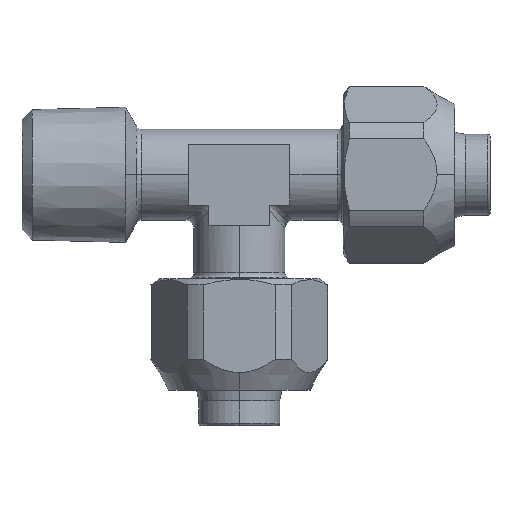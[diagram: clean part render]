
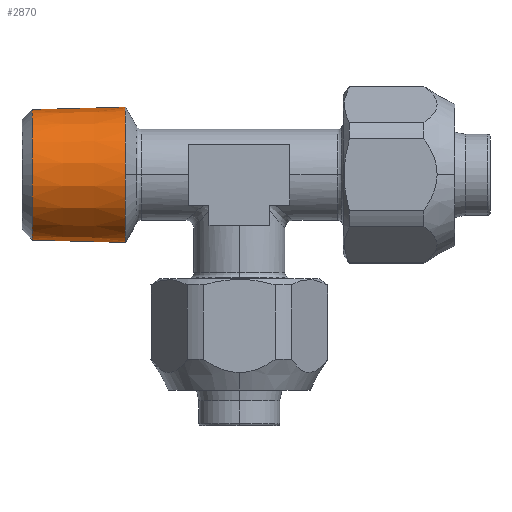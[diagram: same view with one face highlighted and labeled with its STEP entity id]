
A CAD part, top view. The second image highlights one B-rep face of the part: STEP entity #2870.
In plain terms, the highlighted conical face has half-angle 1.47 degrees and reference radius 6.707 mm.
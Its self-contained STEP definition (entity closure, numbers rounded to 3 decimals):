
#79 = EDGE_LOOP ( 'NONE', ( #1501, #1488, #1562, #1547, #1551 ) ) ;
#354 = VERTEX_POINT ( 'NONE', #486 ) ;
#373 = VERTEX_POINT ( 'NONE', #505 ) ;
#401 = VERTEX_POINT ( 'NONE', #533 ) ;
#404 = VERTEX_POINT ( 'NONE', #536 ) ;
#429 = VERTEX_POINT ( 'NONE', #561 ) ;
#486 = CARTESIAN_POINT ( 'NONE',  ( -11.263, -6.687, 0. ) ) ;
#505 = CARTESIAN_POINT ( 'NONE',  ( -20.5, 6.45, 0. ) ) ;
#533 = CARTESIAN_POINT ( 'NONE',  ( -11.263, 0., 6.687 ) ) ;
#536 = CARTESIAN_POINT ( 'NONE',  ( -20.5, -6.45, 0. ) ) ;
#561 = CARTESIAN_POINT ( 'NONE',  ( -11.263, 6.687, 0. ) ) ;
#675 = LINE ( 'NONE', #676, #1664 ) ;
#676 = CARTESIAN_POINT ( 'NONE',  ( -10.5, 6.707, 0. ) ) ;
#681 = CARTESIAN_POINT ( 'NONE',  ( -11.263, 0., 0. ) ) ;
#682 = DIRECTION ( 'NONE',  ( 1., 0., 0. ) ) ;
#683 = DIRECTION ( 'NONE',  ( 0., 1., 0. ) ) ;
#685 = DIRECTION ( 'NONE',  ( 1., 0.026, 0. ) ) ;
#686 = LINE ( 'NONE', #691, #1721 ) ;
#687 = CARTESIAN_POINT ( 'NONE',  ( -11.263, 0., 0. ) ) ;
#688 = DIRECTION ( 'NONE',  ( 1., 0., 0. ) ) ;
#689 = DIRECTION ( 'NONE',  ( 0., 1., 0. ) ) ;
#691 = CARTESIAN_POINT ( 'NONE',  ( -10.5, -6.707, 0. ) ) ;
#693 = DIRECTION ( 'NONE',  ( 1., -0.026, 0. ) ) ;
#695 = CARTESIAN_POINT ( 'NONE',  ( -20.5, 0., 0. ) ) ;
#696 = DIRECTION ( 'NONE',  ( -1., 0., 0. ) ) ;
#697 = DIRECTION ( 'NONE',  ( 0., -1., 0. ) ) ;
#1261 = EDGE_CURVE ( 'NONE', #429, #401, #1667, .T. ) ;
#1262 = EDGE_CURVE ( 'NONE', #373, #429, #675, .T. ) ;
#1263 = EDGE_CURVE ( 'NONE', #401, #354, #1631, .T. ) ;
#1265 = EDGE_CURVE ( 'NONE', #404, #354, #686, .T. ) ;
#1266 = EDGE_CURVE ( 'NONE', #404, #373, #1692, .T. ) ;
#1488 = ORIENTED_EDGE ( 'NONE', *, *, #1265, .T. ) ;
#1501 = ORIENTED_EDGE ( 'NONE', *, *, #1266, .F. ) ;
#1547 = ORIENTED_EDGE ( 'NONE', *, *, #1261, .F. ) ;
#1551 = ORIENTED_EDGE ( 'NONE', *, *, #1262, .F. ) ;
#1562 = ORIENTED_EDGE ( 'NONE', *, *, #1263, .F. ) ;
#1631 = CIRCLE ( 'NONE', #1699, 6.687 ) ;
#1664 = VECTOR ( 'NONE', #685, 1000. ) ;
#1665 = AXIS2_PLACEMENT_3D ( 'NONE', #681, #682, #683 ) ;
#1667 = CIRCLE ( 'NONE', #1665, 6.687 ) ;
#1675 = AXIS2_PLACEMENT_3D ( 'NONE', #695, #696, #697 ) ;
#1692 = CIRCLE ( 'NONE', #1675, 6.45 ) ;
#1699 = AXIS2_PLACEMENT_3D ( 'NONE', #687, #688, #689 ) ;
#1721 = VECTOR ( 'NONE', #693, 1000. ) ;
#2692 = CONICAL_SURFACE ( 'NONE', #2710, 6.707, 0.026 ) ;
#2710 = AXIS2_PLACEMENT_3D ( 'NONE', #3365, #3363, #3359 ) ;
#2870 = ADVANCED_FACE ( 'NONE', ( #3362 ), #2692, .T. ) ;
#3359 = DIRECTION ( 'NONE',  ( 0., 1., 0. ) ) ;
#3362 = FACE_OUTER_BOUND ( 'NONE', #79, .T. ) ;
#3363 = DIRECTION ( 'NONE',  ( 1., 0., 0. ) ) ;
#3365 = CARTESIAN_POINT ( 'NONE',  ( -10.5, 0., 0. ) ) ;
